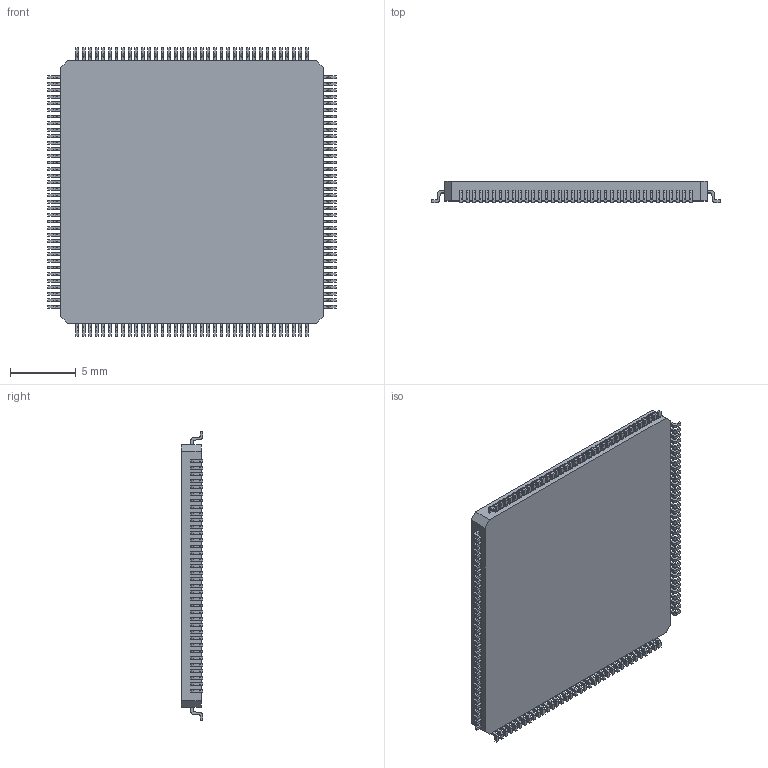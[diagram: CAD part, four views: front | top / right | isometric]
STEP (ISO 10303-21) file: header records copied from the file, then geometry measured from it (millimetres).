
FILE_DESCRIPTION (( 'STEP AP214' ), '1' );
FILE_NAME ('User Library-LQFP144.STEP', '2020-12-25T09:52:08', ( '' ), ( '' ), 'SwSTEP 2.0', 'SolidWorks 2020', '' );
FILE_SCHEMA (( 'AUTOMOTIVE_DESIGN' ));
Length unit declared in the file: millimetre
Products named in the file (7): Part_LQFP144_Default; Assu_Fuss_LQFP144; User Library-LQFP144; Fuss_LQFP144
Assembly tree (1373 placements, depth 3):
  User Library-LQFP144
    Assu_Fuss_LQFP144
      Fuss_LQFP144  x342
    Assu_Fuss_LQFP144
      Fuss_LQFP144  x342
    Assu_Fuss_LQFP144
      Fuss_LQFP144  x342
    Part_LQFP144_Default
    Assu_Fuss_LQFP144
      Fuss_LQFP144  x342
Bounding box: 22 x 1.6 x 22 mm (x, y, z)
Volume: 686.6 mm3; surface area: 2761.4 mm2
Topology: 1369 solids, 1369 shells, 19165 faces, 49278 edges, 32852 vertices
Faces by surface type: plane 13691, cylinder 5474
Entity records: 12239 total; most frequent: DIRECTION 2892, CARTESIAN_POINT 1517, AXIS2_PLACEMENT_3D 1419, PRODUCT_DEFINITION_SHAPE 1380, CONTEXT_DEPENDENT_SHAPE_REPRESENTATION 1373, ITEM_DEFINED_TRANSFORMATION 1373, NEXT_ASSEMBLY_USAGE_OCCURRENCE 1373, ORIENTED_EDGE 132
